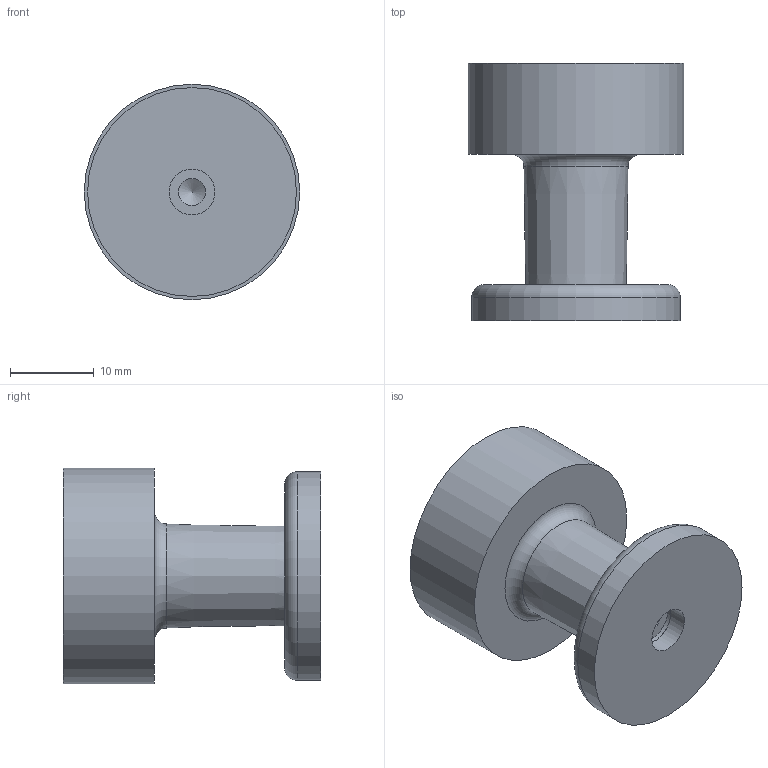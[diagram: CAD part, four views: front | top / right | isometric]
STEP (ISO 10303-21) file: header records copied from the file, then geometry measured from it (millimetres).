
FILE_DESCRIPTION(/* description */ (''),/* implementation_level */ '2;1');
FILE_NAME(/* name */ 'GZ-RING-1.stp',/* time_stamp */ '2023-08-24T15:45:30+02:00',/* author */ ('tomaszw'),/* organization */ (''),/* preprocessor_version */ 'ST-DEVELOPER v19.2',/* originating_system */ 'Autodesk Inventor 2023',/* authorisation */ '');
FILE_SCHEMA (('AUTOMOTIVE_DESIGN { 1 0 10303 214 3 1 1 }'));
Length unit declared in the file: millimetre
Products named in the file (1): GZ-RING-1
Bounding box: 25.8 x 30.8 x 25.8 mm (x, y, z)
Volume: 9473.8 mm3; surface area: 4015.8 mm2
Topology: 2 solids, 2 shells, 17 faces, 29 edges, 19 vertices
Faces by surface type: plane 7, cylinder 6, torus 2, cone 2
Full cylindrical faces by diameter (mm): 3.242 x1, 5.5 x1, 5.7 x1, 12.5 x1, 25 x1, 25.8 x1
Entity records: 456 total; most frequent: DIRECTION 84, CARTESIAN_POINT 65, ORIENTED_EDGE 56, AXIS2_PLACEMENT_3D 38, EDGE_CURVE 28, EDGE_LOOP 23, CIRCLE 20, VERTEX_POINT 19
